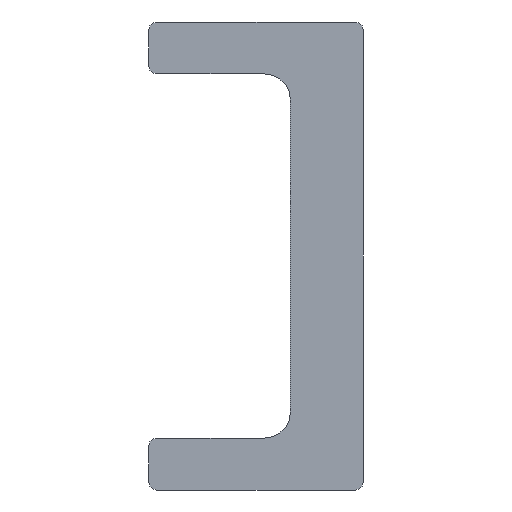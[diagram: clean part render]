
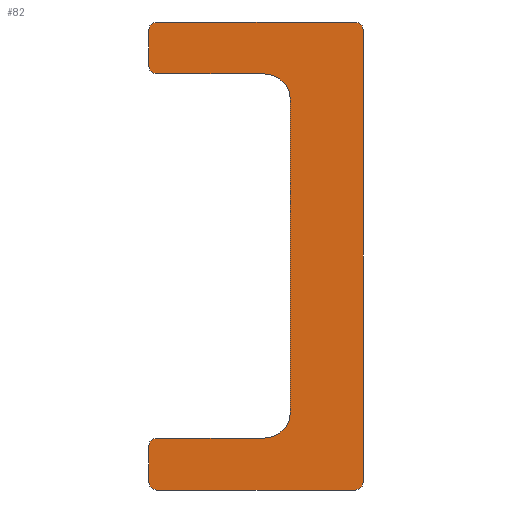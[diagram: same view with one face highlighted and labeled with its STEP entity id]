
A CAD part, front view. The second image highlights one B-rep face of the part: STEP entity #82.
In plain terms, the highlighted planar face has unit normal (0, -1, 0).
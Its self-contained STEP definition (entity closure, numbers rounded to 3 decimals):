
#82 = ADVANCED_FACE( '', ( #204 ), #205, .F. );
#204 = FACE_OUTER_BOUND( '', #405, .T. );
#205 = PLANE( '', #406 );
#405 = EDGE_LOOP( '', ( #613, #614, #615, #616, #617, #618, #619, #620, #621, #622, #623, #624, #625, #626, #627, #628 ) );
#406 = AXIS2_PLACEMENT_3D( '', #629, #630, #631 );
#613 = ORIENTED_EDGE( '', *, *, #966, .F. );
#614 = ORIENTED_EDGE( '', *, *, #967, .T. );
#615 = ORIENTED_EDGE( '', *, *, #968, .F. );
#616 = ORIENTED_EDGE( '', *, *, #969, .T. );
#617 = ORIENTED_EDGE( '', *, *, #970, .F. );
#618 = ORIENTED_EDGE( '', *, *, #957, .T. );
#619 = ORIENTED_EDGE( '', *, *, #971, .F. );
#620 = ORIENTED_EDGE( '', *, *, #972, .T. );
#621 = ORIENTED_EDGE( '', *, *, #973, .F. );
#622 = ORIENTED_EDGE( '', *, *, #974, .T. );
#623 = ORIENTED_EDGE( '', *, *, #975, .F. );
#624 = ORIENTED_EDGE( '', *, *, #976, .T. );
#625 = ORIENTED_EDGE( '', *, *, #977, .F. );
#626 = ORIENTED_EDGE( '', *, *, #978, .T. );
#627 = ORIENTED_EDGE( '', *, *, #979, .F. );
#628 = ORIENTED_EDGE( '', *, *, #980, .T. );
#629 = CARTESIAN_POINT( '', ( -4.125, 0., 9. ) );
#630 = DIRECTION( '', ( 0., 1., 0. ) );
#631 = DIRECTION( '', ( 0., 0., 1. ) );
#957 = EDGE_CURVE( '', #1100, #1098, #1101, .F. );
#966 = EDGE_CURVE( '', #1114, #1115, #1116, .T. );
#967 = EDGE_CURVE( '', #1114, #1117, #1118, .F. );
#968 = EDGE_CURVE( '', #1119, #1117, #1120, .T. );
#969 = EDGE_CURVE( '', #1119, #1121, #1122, .F. );
#970 = EDGE_CURVE( '', #1100, #1121, #1123, .T. );
#971 = EDGE_CURVE( '', #1124, #1098, #1125, .T. );
#972 = EDGE_CURVE( '', #1124, #1126, #1127, .T. );
#973 = EDGE_CURVE( '', #1128, #1126, #1129, .T. );
#974 = EDGE_CURVE( '', #1128, #1130, #1131, .T. );
#975 = EDGE_CURVE( '', #1132, #1130, #1133, .T. );
#976 = EDGE_CURVE( '', #1132, #1134, #1135, .F. );
#977 = EDGE_CURVE( '', #1136, #1134, #1137, .T. );
#978 = EDGE_CURVE( '', #1136, #1138, #1139, .F. );
#979 = EDGE_CURVE( '', #1140, #1138, #1141, .T. );
#980 = EDGE_CURVE( '', #1140, #1115, #1142, .F. );
#1098 = VERTEX_POINT( '', #1306 );
#1100 = VERTEX_POINT( '', #1309 );
#1101 = CIRCLE( '', #1310, 0.3 );
#1114 = VERTEX_POINT( '', #1324 );
#1115 = VERTEX_POINT( '', #1325 );
#1116 = LINE( '', #1326, #1327 );
#1117 = VERTEX_POINT( '', #1328 );
#1118 = CIRCLE( '', #1329, 0.3 );
#1119 = VERTEX_POINT( '', #1330 );
#1120 = LINE( '', #1331, #1332 );
#1121 = VERTEX_POINT( '', #1333 );
#1122 = CIRCLE( '', #1334, 0.3 );
#1123 = LINE( '', #1335, #1336 );
#1124 = VERTEX_POINT( '', #1337 );
#1125 = LINE( '', #1338, #1339 );
#1126 = VERTEX_POINT( '', #1340 );
#1127 = CIRCLE( '', #1341, 1. );
#1128 = VERTEX_POINT( '', #1342 );
#1129 = LINE( '', #1343, #1344 );
#1130 = VERTEX_POINT( '', #1345 );
#1131 = CIRCLE( '', #1346, 1. );
#1132 = VERTEX_POINT( '', #1347 );
#1133 = LINE( '', #1348, #1349 );
#1134 = VERTEX_POINT( '', #1350 );
#1135 = CIRCLE( '', #1351, 0.3 );
#1136 = VERTEX_POINT( '', #1352 );
#1137 = LINE( '', #1353, #1354 );
#1138 = VERTEX_POINT( '', #1355 );
#1139 = CIRCLE( '', #1356, 0.3 );
#1140 = VERTEX_POINT( '', #1357 );
#1141 = LINE( '', #1358, #1359 );
#1142 = CIRCLE( '', #1360, 0.3 );
#1306 = CARTESIAN_POINT( '', ( -3.825, 0., 7. ) );
#1309 = CARTESIAN_POINT( '', ( -4.125, 0., 7.3 ) );
#1310 = AXIS2_PLACEMENT_3D( '', #1548, #1549, #1550 );
#1324 = CARTESIAN_POINT( '', ( 4.125, 0., 8.7 ) );
#1325 = CARTESIAN_POINT( '', ( 4.125, 0., -8.7 ) );
#1326 = CARTESIAN_POINT( '', ( 4.125, 0., 9. ) );
#1327 = VECTOR( '', #1564, 1000. );
#1328 = CARTESIAN_POINT( '', ( 3.825, 0., 9. ) );
#1329 = AXIS2_PLACEMENT_3D( '', #1565, #1566, #1567 );
#1330 = CARTESIAN_POINT( '', ( -3.825, 0., 9. ) );
#1331 = CARTESIAN_POINT( '', ( -4.125, 0., 9. ) );
#1332 = VECTOR( '', #1568, 1000. );
#1333 = CARTESIAN_POINT( '', ( -4.125, 0., 8.7 ) );
#1334 = AXIS2_PLACEMENT_3D( '', #1569, #1570, #1571 );
#1335 = CARTESIAN_POINT( '', ( -4.125, 0., -9. ) );
#1336 = VECTOR( '', #1572, 1000. );
#1337 = CARTESIAN_POINT( '', ( 0.325, 0., 7. ) );
#1338 = CARTESIAN_POINT( '', ( -4.125, 0., 7. ) );
#1339 = VECTOR( '', #1573, 1000. );
#1340 = CARTESIAN_POINT( '', ( 1.325, 0., 6. ) );
#1341 = AXIS2_PLACEMENT_3D( '', #1574, #1575, #1576 );
#1342 = CARTESIAN_POINT( '', ( 1.325, 0., -6. ) );
#1343 = CARTESIAN_POINT( '', ( 1.325, 0., 7. ) );
#1344 = VECTOR( '', #1577, 1000. );
#1345 = CARTESIAN_POINT( '', ( 0.325, 0., -7. ) );
#1346 = AXIS2_PLACEMENT_3D( '', #1578, #1579, #1580 );
#1347 = CARTESIAN_POINT( '', ( -3.825, 0., -7. ) );
#1348 = CARTESIAN_POINT( '', ( 1.325, 0., -7. ) );
#1349 = VECTOR( '', #1581, 1000. );
#1350 = CARTESIAN_POINT( '', ( -4.125, 0., -7.3 ) );
#1351 = AXIS2_PLACEMENT_3D( '', #1582, #1583, #1584 );
#1352 = CARTESIAN_POINT( '', ( -4.125, 0., -8.7 ) );
#1353 = CARTESIAN_POINT( '', ( -4.125, 0., -9. ) );
#1354 = VECTOR( '', #1585, 1000. );
#1355 = CARTESIAN_POINT( '', ( -3.825, 0., -9. ) );
#1356 = AXIS2_PLACEMENT_3D( '', #1586, #1587, #1588 );
#1357 = CARTESIAN_POINT( '', ( 3.825, 0., -9. ) );
#1358 = CARTESIAN_POINT( '', ( 4.125, 0., -9. ) );
#1359 = VECTOR( '', #1589, 1000. );
#1360 = AXIS2_PLACEMENT_3D( '', #1590, #1591, #1592 );
#1548 = CARTESIAN_POINT( '', ( -3.825, 0., 7.3 ) );
#1549 = DIRECTION( '', ( 0., 1., 0. ) );
#1550 = DIRECTION( '', ( 0., 0., 1. ) );
#1564 = DIRECTION( '', ( 0., 0., -1. ) );
#1565 = CARTESIAN_POINT( '', ( 3.825, 0., 8.7 ) );
#1566 = DIRECTION( '', ( 0., 1., 0. ) );
#1567 = DIRECTION( '', ( 0., 0., 1. ) );
#1568 = DIRECTION( '', ( 1., 0., 0. ) );
#1569 = CARTESIAN_POINT( '', ( -3.825, 0., 8.7 ) );
#1570 = DIRECTION( '', ( 0., 1., 0. ) );
#1571 = DIRECTION( '', ( 0., 0., 1. ) );
#1572 = DIRECTION( '', ( 0., 0., 1. ) );
#1573 = DIRECTION( '', ( -1., 0., 0. ) );
#1574 = CARTESIAN_POINT( '', ( 0.325, 0., 6. ) );
#1575 = DIRECTION( '', ( 0., 1., 0. ) );
#1576 = DIRECTION( '', ( 0., 0., 1. ) );
#1577 = DIRECTION( '', ( 0., 0., 1. ) );
#1578 = CARTESIAN_POINT( '', ( 0.325, 0., -6. ) );
#1579 = DIRECTION( '', ( 0., 1., 0. ) );
#1580 = DIRECTION( '', ( 0., 0., 1. ) );
#1581 = DIRECTION( '', ( 1., 0., 0. ) );
#1582 = CARTESIAN_POINT( '', ( -3.825, 0., -7.3 ) );
#1583 = DIRECTION( '', ( 0., 1., 0. ) );
#1584 = DIRECTION( '', ( 0., 0., 1. ) );
#1585 = DIRECTION( '', ( 0., 0., 1. ) );
#1586 = CARTESIAN_POINT( '', ( -3.825, 0., -8.7 ) );
#1587 = DIRECTION( '', ( 0., 1., 0. ) );
#1588 = DIRECTION( '', ( 0., 0., 1. ) );
#1589 = DIRECTION( '', ( -1., 0., 0. ) );
#1590 = CARTESIAN_POINT( '', ( 3.825, 0., -8.7 ) );
#1591 = DIRECTION( '', ( 0., 1., 0. ) );
#1592 = DIRECTION( '', ( 0., 0., 1. ) );
